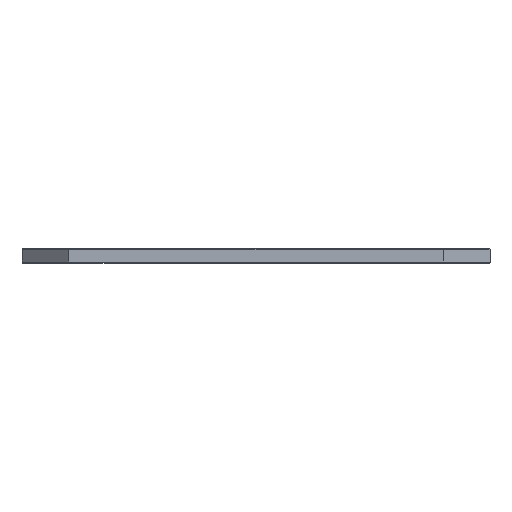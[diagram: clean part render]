
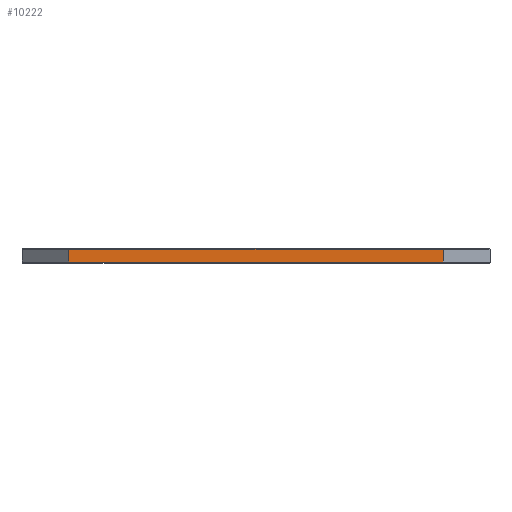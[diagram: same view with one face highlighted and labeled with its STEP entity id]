
A CAD part, top view. The second image highlights one B-rep face of the part: STEP entity #10222.
In plain terms, the highlighted planar face has unit normal (0, 0, 1).
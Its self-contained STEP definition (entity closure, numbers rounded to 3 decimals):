
#426 = CARTESIAN_POINT ( 'NONE',  ( 160., 11.5, 199.75 ) ) ;
#430 = VECTOR ( 'NONE', #8393, 1000. ) ;
#559 = ORIENTED_EDGE ( 'NONE', *, *, #9914, .T. ) ;
#730 = LINE ( 'NONE', #1184, #430 ) ;
#1184 = CARTESIAN_POINT ( 'NONE',  ( -160., 11.5, 199.75 ) ) ;
#1475 = DIRECTION ( 'NONE',  ( -1., 0., 0. ) ) ;
#1843 = CARTESIAN_POINT ( 'NONE',  ( -160., 12., 199.75 ) ) ;
#1852 = CARTESIAN_POINT ( 'NONE',  ( 160., 12., 199.75 ) ) ;
#1943 = LINE ( 'NONE', #1843, #6498 ) ;
#2242 = VERTEX_POINT ( 'NONE', #2441 ) ;
#2252 = AXIS2_PLACEMENT_3D ( 'NONE', #3238, #6926, #1475 ) ;
#2441 = CARTESIAN_POINT ( 'NONE',  ( 160., 0.5, 199.75 ) ) ;
#3238 = CARTESIAN_POINT ( 'NONE',  ( -160., 12., 199.75 ) ) ;
#3388 = CARTESIAN_POINT ( 'NONE',  ( -160., 0.5, 199.75 ) ) ;
#4502 = DIRECTION ( 'NONE',  ( 0., -1., 0. ) ) ;
#4638 = VERTEX_POINT ( 'NONE', #3388 ) ;
#4894 = EDGE_LOOP ( 'NONE', ( #9736, #559, #5050, #8814 ) ) ;
#5050 = ORIENTED_EDGE ( 'NONE', *, *, #10521, .F. ) ;
#6476 = DIRECTION ( 'NONE',  ( 1., 0., 0. ) ) ;
#6485 = VECTOR ( 'NONE', #6476, 1000. ) ;
#6498 = VECTOR ( 'NONE', #4502, 1000. ) ;
#6605 = VECTOR ( 'NONE', #10949, 1000. ) ;
#6926 = DIRECTION ( 'NONE',  ( 0., 0., -1. ) ) ;
#7357 = CARTESIAN_POINT ( 'NONE',  ( -160., 0.5, 199.75 ) ) ;
#7816 = VERTEX_POINT ( 'NONE', #426 ) ;
#8393 = DIRECTION ( 'NONE',  ( -1., 0., 0. ) ) ;
#8814 = ORIENTED_EDGE ( 'NONE', *, *, #9280, .T. ) ;
#8899 = LINE ( 'NONE', #7357, #6485 ) ;
#9141 = LINE ( 'NONE', #1852, #6605 ) ;
#9280 = EDGE_CURVE ( 'NONE', #7816, #11743, #730, .T. ) ;
#9283 = FACE_OUTER_BOUND ( 'NONE', #4894, .T. ) ;
#9736 = ORIENTED_EDGE ( 'NONE', *, *, #11131, .T. ) ;
#9914 = EDGE_CURVE ( 'NONE', #4638, #2242, #8899, .T. ) ;
#10222 = ADVANCED_FACE ( 'NONE', ( #9283 ), #10516, .F. ) ;
#10229 = CARTESIAN_POINT ( 'NONE',  ( -160., 11.5, 199.75 ) ) ;
#10516 = PLANE ( 'NONE',  #2252 ) ;
#10521 = EDGE_CURVE ( 'NONE', #7816, #2242, #9141, .T. ) ;
#10949 = DIRECTION ( 'NONE',  ( 0., -1., 0. ) ) ;
#11131 = EDGE_CURVE ( 'NONE', #11743, #4638, #1943, .T. ) ;
#11743 = VERTEX_POINT ( 'NONE', #10229 ) ;
